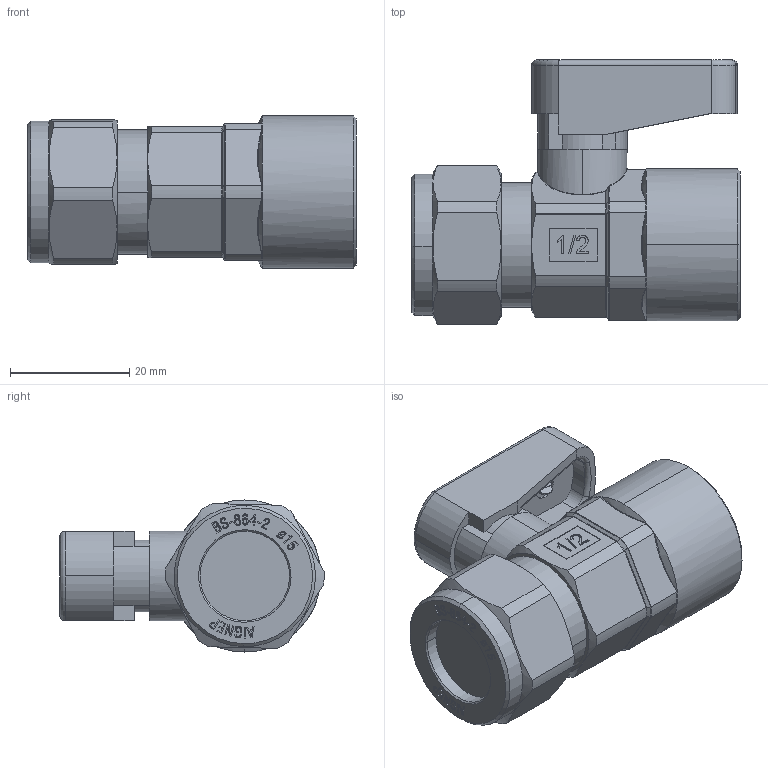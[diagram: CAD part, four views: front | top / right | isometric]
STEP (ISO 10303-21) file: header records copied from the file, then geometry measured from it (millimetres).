
FILE_DESCRIPTION (( 'STEP AP214' ), '1' );
FILE_NAME ('0643000007.step', '2012-10-02T16:32:15', ( '' ), ( '' ), 'SwSTEP 2.0', 'SolidWorks 2012', '' );
FILE_SCHEMA (( 'AUTOMOTIVE_DESIGN' ));
Length unit declared in the file: millimetre
Products named in the file (1): 0643000007
Bounding box: 55.1 x 44.3 x 25.5 mm (x, y, z)
Volume: 27159.7 mm3; surface area: 9377.5 mm2
Topology: 2 solids, 10 shells, 909 faces, 2357 edges, 1521 vertices
Faces by surface type: plane 425, bspline 273, cylinder 111, cone 51, torus 45, sphere 4
Entity records: 40176 total; most frequent: CARTESIAN_POINT 19958, ORIENTED_EDGE 4706, DIRECTION 3271, EDGE_CURVE 2353, VERTEX_POINT 1521, LINE 1301, VECTOR 1301, AXIS2_PLACEMENT_3D 985
